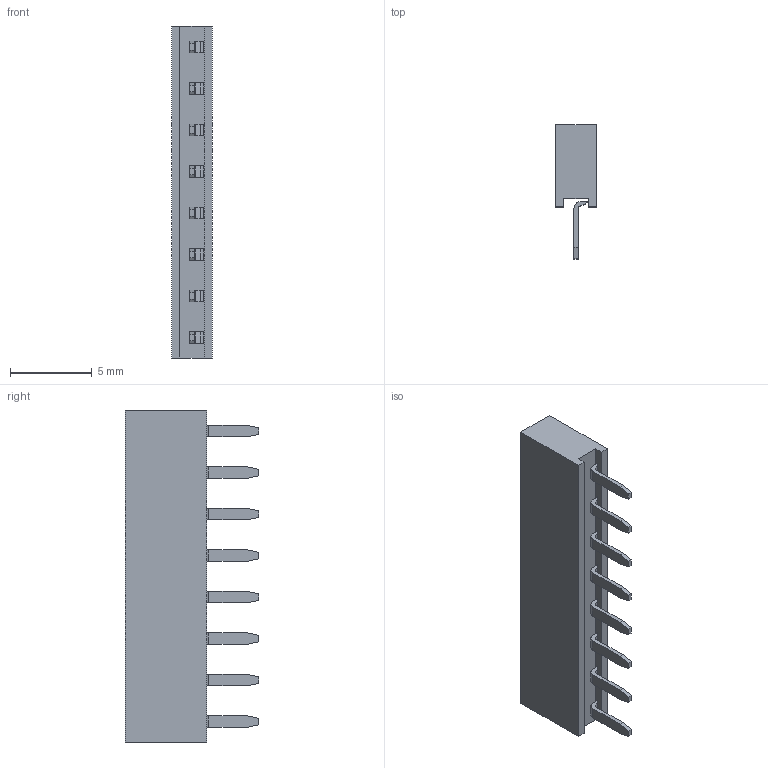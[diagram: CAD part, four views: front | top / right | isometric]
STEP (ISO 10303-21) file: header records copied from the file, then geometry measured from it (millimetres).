
FILE_DESCRIPTION (( 'STEP AP214' ), '1' );
FILE_NAME ('2041-1X08G00SA.STEP', '2017-08-26T04:04:17', ( '' ), ( '' ), 'SwSTEP 2.0', 'SolidWorks 2015', '' );
FILE_SCHEMA (( 'AUTOMOTIVE_DESIGN' ));
Length unit declared in the file: millimetre
Products named in the file (12): 2041-Pin-S_1; 2041-1X08G00SA; 2041-1XxxB_1
Assembly tree (9 placements, depth 2):
  2041-Pin-S_1
  2041-Pin-S_1
  2041-Pin-S_1
  2041-Pin-S_1
  2041-Pin-S_1
Bounding box: 2.5 x 8.2 x 20.32 mm (x, y, z)
Volume: 240.1 mm3; surface area: 414 mm2
Topology: 9 solids, 9 shells, 186 faces, 448 edges, 288 vertices
Faces by surface type: plane 162, cylinder 24
Entity records: 2872 total; most frequent: CARTESIAN_POINT 459, DIRECTION 439, ORIENTED_EDGE 434, EDGE_CURVE 217, VECTOR 211, LINE 211, VERTEX_POINT 134, AXIS2_PLACEMENT_3D 114
